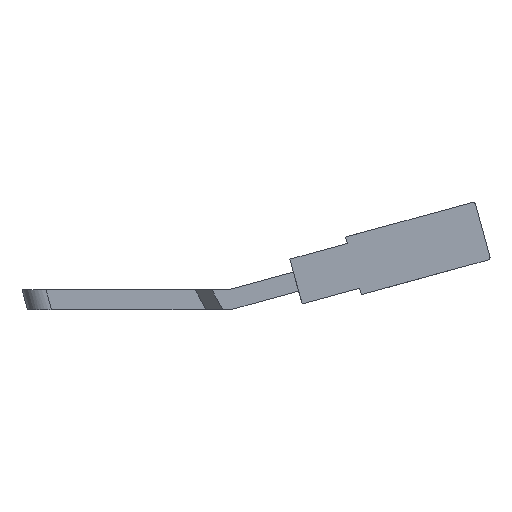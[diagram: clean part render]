
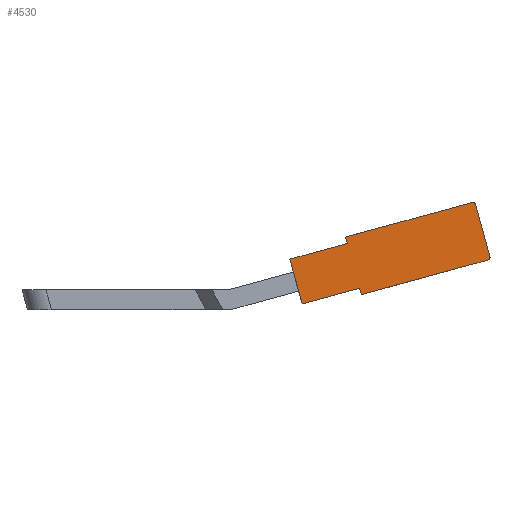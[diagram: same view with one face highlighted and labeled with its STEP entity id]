
A CAD part, left-side view. The second image highlights one B-rep face of the part: STEP entity #4530.
In plain terms, the highlighted face is planar.
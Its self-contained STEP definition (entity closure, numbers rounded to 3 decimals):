
#3290=CARTESIAN_POINT('',(27.652,12.452,1.));
#3300=VERTEX_POINT('',#3290);
#3330=CARTESIAN_POINT('',(0.,12.452,1.));
#3340=DIRECTION('',(-1.,0.,0.));
#3350=VECTOR('',#3340,1.);
#3360=LINE('',#3330,#3350);
#3370=CARTESIAN_POINT('',(24.152,12.452,1.));
#3380=VERTEX_POINT('',#3370);
#3390=EDGE_CURVE('',#3300,#3380,#3360,.T.);
#3730=CARTESIAN_POINT('',(26.652,-2.148,1.));
#3740=DIRECTION('',(0.,-0.,1.));
#3750=DIRECTION('',(0.,1.,0.));
#3760=AXIS2_PLACEMENT_3D('',#3730,#3740,#3750);
#3770=PLANE('',#3760);
#3780=CARTESIAN_POINT('',(23.852,-1.948,1.));
#3790=DIRECTION('',(0.,0.,1.));
#3800=DIRECTION('',(1.,0.,0.));
#3810=AXIS2_PLACEMENT_3D('',#3780,#3790,#3800);
#3820=CIRCLE('',#3810,0.2);
#3830=CARTESIAN_POINT('',(23.652,-1.948,1.));
#3840=VERTEX_POINT('',#3830);
#3850=CARTESIAN_POINT('',(23.852,-2.148,1.));
#3860=VERTEX_POINT('',#3850);
#3870=EDGE_CURVE('',#3840,#3860,#3820,.T.);
#3880=ORIENTED_EDGE('',*,*,#3870,.T.);
#3890=CARTESIAN_POINT('',(23.652,-3.2,1.));
#3900=DIRECTION('',(0.,1.,0.));
#3910=VECTOR('',#3900,1.);
#3920=LINE('',#3890,#3910);
#3930=CARTESIAN_POINT('',(23.652,7.952,1.));
#3940=VERTEX_POINT('',#3930);
#3950=EDGE_CURVE('',#3840,#3940,#3920,.T.);
#3960=ORIENTED_EDGE('',*,*,#3950,.F.);
#3970=CARTESIAN_POINT('',(0.,7.952,1.));
#3980=DIRECTION('',(-1.,0.,0.));
#3990=VECTOR('',#3980,1.);
#4000=LINE('',#3970,#3990);
#4010=CARTESIAN_POINT('',(24.152,7.952,1.));
#4020=VERTEX_POINT('',#4010);
#4030=EDGE_CURVE('',#4020,#3940,#4000,.T.);
#4040=ORIENTED_EDGE('',*,*,#4030,.T.);
#4050=CARTESIAN_POINT('',(24.152,-3.2,1.));
#4060=DIRECTION('',(0.,-1.,0.));
#4070=VECTOR('',#4060,1.);
#4080=LINE('',#4050,#4070);
#4090=EDGE_CURVE('',#3380,#4020,#4080,.T.);
#4100=ORIENTED_EDGE('',*,*,#4090,.T.);
#4110=ORIENTED_EDGE('',*,*,#3390,.T.);
#4120=CARTESIAN_POINT('',(27.652,-3.2,1.));
#4130=DIRECTION('',(0.,1.,0.));
#4140=VECTOR('',#4130,1.);
#4150=LINE('',#4120,#4140);
#4160=CARTESIAN_POINT('',(27.652,7.952,1.));
#4170=VERTEX_POINT('',#4160);
#4180=EDGE_CURVE('',#4170,#3300,#4150,.T.);
#4190=ORIENTED_EDGE('',*,*,#4180,.T.);
#4200=CARTESIAN_POINT('',(0.,7.952,1.));
#4210=DIRECTION('',(-1.,0.,0.));
#4220=VECTOR('',#4210,1.);
#4230=LINE('',#4200,#4220);
#4240=CARTESIAN_POINT('',(28.152,7.952,1.));
#4250=VERTEX_POINT('',#4240);
#4260=EDGE_CURVE('',#4250,#4170,#4230,.T.);
#4270=ORIENTED_EDGE('',*,*,#4260,.T.);
#4280=CARTESIAN_POINT('',(28.152,12.452,1.));
#4290=DIRECTION('',(0.,-1.,0.));
#4300=VECTOR('',#4290,1.);
#4310=LINE('',#4280,#4300);
#4320=CARTESIAN_POINT('',(28.152,-1.948,1.));
#4330=VERTEX_POINT('',#4320);
#4340=EDGE_CURVE('',#4250,#4330,#4310,.T.);
#4350=ORIENTED_EDGE('',*,*,#4340,.F.);
#4360=CARTESIAN_POINT('',(27.952,-1.948,1.));
#4370=DIRECTION('',(0.,0.,-1.));
#4380=DIRECTION('',(-1.,0.,0.));
#4390=AXIS2_PLACEMENT_3D('',#4360,#4370,#4380);
#4400=CIRCLE('',#4390,0.2);
#4410=CARTESIAN_POINT('',(27.952,-2.148,1.));
#4420=VERTEX_POINT('',#4410);
#4430=EDGE_CURVE('',#4330,#4420,#4400,.T.);
#4440=ORIENTED_EDGE('',*,*,#4430,.F.);
#4450=CARTESIAN_POINT('',(0.,-2.148,1.));
#4460=DIRECTION('',(1.,0.,0.));
#4470=VECTOR('',#4460,1.);
#4480=LINE('',#4450,#4470);
#4490=EDGE_CURVE('',#3860,#4420,#4480,.T.);
#4500=ORIENTED_EDGE('',*,*,#4490,.T.);
#4510=EDGE_LOOP('',(#4500,#4440,#4350,#4270,#4190,#4110,#4100,#4040,
#3960,#3880));
#4520=FACE_OUTER_BOUND('',#4510,.T.);
#4530=ADVANCED_FACE('',(#4520),#3770,.T.);
